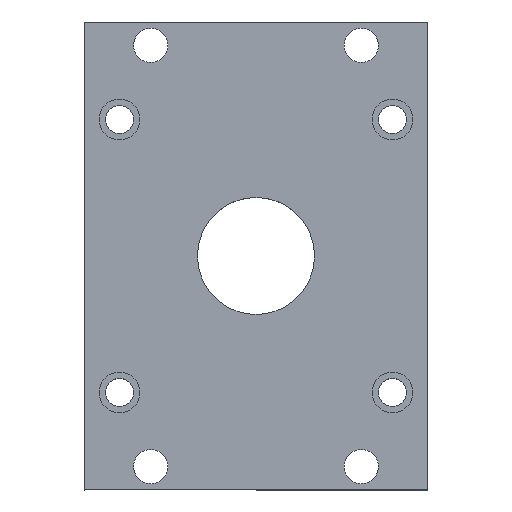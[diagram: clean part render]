
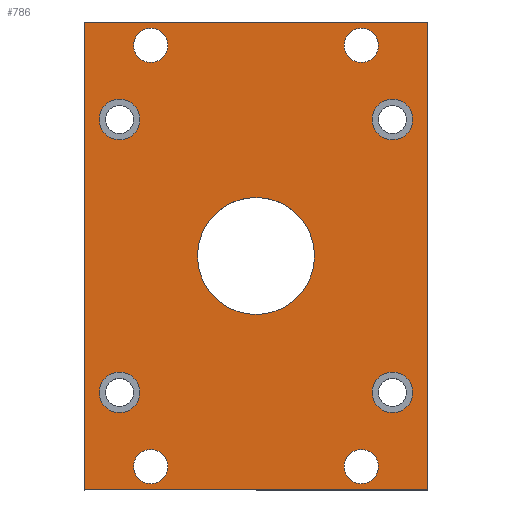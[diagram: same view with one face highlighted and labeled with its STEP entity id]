
A CAD part, top view. The second image highlights one B-rep face of the part: STEP entity #786.
In plain terms, the highlighted planar face has unit normal (0, 0, 1).
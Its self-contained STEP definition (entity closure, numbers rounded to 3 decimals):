
#98=CARTESIAN_POINT('',(100.5,-87.5,25.0));
#99=VERTEX_POINT('',#98);
#100=CARTESIAN_POINT('',(87.5,-87.5,25.0));
#101=DIRECTION('',(0.0,0.0,-1.0));
#102=DIRECTION('',(1.0,0.0,0.0));
#103=AXIS2_PLACEMENT_3D('',#100,#101,#102);
#104=CIRCLE('',#103,13.0);
#105=EDGE_CURVE('',#99,#99,#104,.T.);
#208=CARTESIAN_POINT('',(-74.5,87.5,25.0));
#209=VERTEX_POINT('',#208);
#210=CARTESIAN_POINT('',(-87.5,87.5,25.0));
#211=DIRECTION('',(0.0,0.0,-1.0));
#212=DIRECTION('',(1.0,0.0,0.0));
#213=AXIS2_PLACEMENT_3D('',#210,#211,#212);
#214=CIRCLE('',#213,13.0);
#215=EDGE_CURVE('',#209,#209,#214,.T.);
#318=CARTESIAN_POINT('',(-74.5,-87.5,25.0));
#319=VERTEX_POINT('',#318);
#320=CARTESIAN_POINT('',(-87.5,-87.5,25.0));
#321=DIRECTION('',(0.0,0.0,-1.0));
#322=DIRECTION('',(1.0,0.0,0.0));
#323=AXIS2_PLACEMENT_3D('',#320,#321,#322);
#324=CIRCLE('',#323,13.0);
#325=EDGE_CURVE('',#319,#319,#324,.T.);
#428=CARTESIAN_POINT('',(100.5,87.5,25.0));
#429=VERTEX_POINT('',#428);
#430=CARTESIAN_POINT('',(87.5,87.5,25.0));
#431=DIRECTION('',(0.0,0.0,-1.0));
#432=DIRECTION('',(1.0,0.0,0.0));
#433=AXIS2_PLACEMENT_3D('',#430,#431,#432);
#434=CIRCLE('',#433,13.0);
#435=EDGE_CURVE('',#429,#429,#434,.T.);
#489=CARTESIAN_POINT('',(37.5,0.,25.0));
#490=VERTEX_POINT('',#489);
#491=CARTESIAN_POINT('',(0.0,0.0,25.0));
#492=DIRECTION('',(0.0,0.0,-1.0));
#493=DIRECTION('',(-1.0,0.0,0.0));
#494=AXIS2_PLACEMENT_3D('',#491,#492,#493);
#495=CIRCLE('',#494,37.5);
#496=EDGE_CURVE('',#490,#490,#495,.T.);
#517=CARTESIAN_POINT('',(-56.5,-135.,25.0));
#518=VERTEX_POINT('',#517);
#519=CARTESIAN_POINT('',(-67.5,-135.,25.0));
#520=DIRECTION('',(0.0,0.0,-1.0));
#521=DIRECTION('',(-1.0,0.0,0.0));
#522=AXIS2_PLACEMENT_3D('',#519,#520,#521);
#523=CIRCLE('',#522,11.0);
#524=EDGE_CURVE('',#518,#518,#523,.T.);
#545=CARTESIAN_POINT('',(78.5,-135.0,25.0));
#546=VERTEX_POINT('',#545);
#547=CARTESIAN_POINT('',(67.5,-135.0,25.0));
#548=DIRECTION('',(0.0,0.0,-1.0));
#549=DIRECTION('',(-1.0,0.0,0.0));
#550=AXIS2_PLACEMENT_3D('',#547,#548,#549);
#551=CIRCLE('',#550,11.0);
#552=EDGE_CURVE('',#546,#546,#551,.T.);
#573=CARTESIAN_POINT('',(78.5,135.0,25.0));
#574=VERTEX_POINT('',#573);
#575=CARTESIAN_POINT('',(67.5,135.0,25.0));
#576=DIRECTION('',(0.0,0.0,-1.0));
#577=DIRECTION('',(-1.0,0.0,0.0));
#578=AXIS2_PLACEMENT_3D('',#575,#576,#577);
#579=CIRCLE('',#578,11.0);
#580=EDGE_CURVE('',#574,#574,#579,.T.);
#601=CARTESIAN_POINT('',(-56.5,135.0,25.0));
#602=VERTEX_POINT('',#601);
#603=CARTESIAN_POINT('',(-67.5,135.0,25.0));
#604=DIRECTION('',(0.0,0.0,-1.0));
#605=DIRECTION('',(-1.0,0.0,0.0));
#606=AXIS2_PLACEMENT_3D('',#603,#604,#605);
#607=CIRCLE('',#606,11.0);
#608=EDGE_CURVE('',#602,#602,#607,.T.);
#629=CARTESIAN_POINT('',(110.,150.,25.0));
#630=VERTEX_POINT('',#629);
#631=CARTESIAN_POINT('',(110.,-150.,25.0));
#632=VERTEX_POINT('',#631);
#633=CARTESIAN_POINT('',(110.,150.,25.0));
#634=DIRECTION('',(0.0,-1.0,0.0));
#635=VECTOR('',#634,300.);
#636=LINE('',#633,#635);
#637=EDGE_CURVE('',#630,#632,#636,.T.);
#669=CARTESIAN_POINT('',(-110.,-150.0,25.0));
#670=VERTEX_POINT('',#669);
#671=CARTESIAN_POINT('',(110.,-150.,25.0));
#672=DIRECTION('',(-1.0,0.0,0.0));
#673=VECTOR('',#672,220.0);
#674=LINE('',#671,#673);
#675=EDGE_CURVE('',#632,#670,#674,.T.);
#700=CARTESIAN_POINT('',(-110.,150.0,25.0));
#701=VERTEX_POINT('',#700);
#702=CARTESIAN_POINT('',(-110.,-150.0,25.0));
#703=DIRECTION('',(0.0,1.0,0.0));
#704=VECTOR('',#703,300.0);
#705=LINE('',#702,#704);
#706=EDGE_CURVE('',#670,#701,#705,.T.);
#731=CARTESIAN_POINT('',(-110.,150.0,25.0));
#732=DIRECTION('',(1.0,0.0,0.0));
#733=VECTOR('',#732,220.0);
#734=LINE('',#731,#733);
#735=EDGE_CURVE('',#701,#630,#734,.T.);
#748=CARTESIAN_POINT('',(0.,0.,25.0));
#749=DIRECTION('',(0.0,0.0,1.0));
#750=DIRECTION('',(1.0,0.0,0.0));
#751=AXIS2_PLACEMENT_3D('',#748,#749,#750);
#752=PLANE('',#751);
#753=ORIENTED_EDGE('',*,*,#637,.F.);
#754=ORIENTED_EDGE('',*,*,#735,.F.);
#755=ORIENTED_EDGE('',*,*,#706,.F.);
#756=ORIENTED_EDGE('',*,*,#675,.F.);
#757=EDGE_LOOP('',(#753,#754,#755,#756));
#758=FACE_OUTER_BOUND('',#757,.T.);
#759=ORIENTED_EDGE('',*,*,#105,.T.);
#760=EDGE_LOOP('',(#759));
#761=FACE_BOUND('',#760,.T.);
#762=ORIENTED_EDGE('',*,*,#215,.T.);
#763=EDGE_LOOP('',(#762));
#764=FACE_BOUND('',#763,.T.);
#765=ORIENTED_EDGE('',*,*,#325,.T.);
#766=EDGE_LOOP('',(#765));
#767=FACE_BOUND('',#766,.T.);
#768=ORIENTED_EDGE('',*,*,#435,.T.);
#769=EDGE_LOOP('',(#768));
#770=FACE_BOUND('',#769,.T.);
#771=ORIENTED_EDGE('',*,*,#496,.T.);
#772=EDGE_LOOP('',(#771));
#773=FACE_BOUND('',#772,.T.);
#774=ORIENTED_EDGE('',*,*,#524,.T.);
#775=EDGE_LOOP('',(#774));
#776=FACE_BOUND('',#775,.T.);
#777=ORIENTED_EDGE('',*,*,#552,.T.);
#778=EDGE_LOOP('',(#777));
#779=FACE_BOUND('',#778,.T.);
#780=ORIENTED_EDGE('',*,*,#580,.T.);
#781=EDGE_LOOP('',(#780));
#782=FACE_BOUND('',#781,.T.);
#783=ORIENTED_EDGE('',*,*,#608,.T.);
#784=EDGE_LOOP('',(#783));
#785=FACE_BOUND('',#784,.T.);
#786=ADVANCED_FACE('',(#758,#761,#764,#767,#770,#773,#776,#779,#782,#785),#752,.T.);
